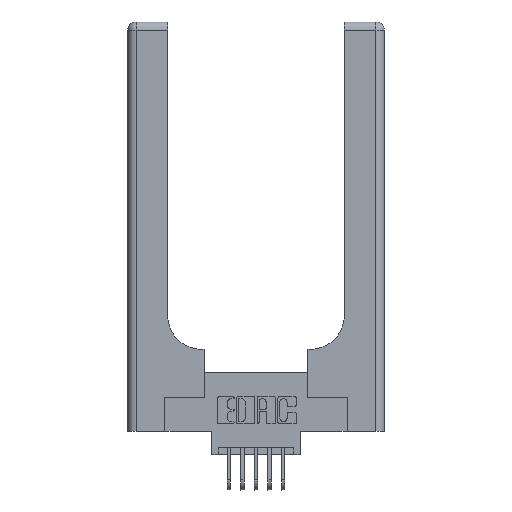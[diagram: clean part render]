
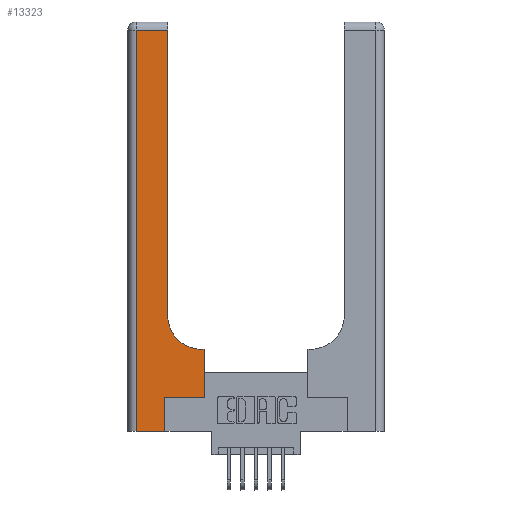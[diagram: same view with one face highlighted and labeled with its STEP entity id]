
A CAD part, top view. The second image highlights one B-rep face of the part: STEP entity #13323.
In plain terms, the highlighted planar face has unit normal (0, 0, 1).
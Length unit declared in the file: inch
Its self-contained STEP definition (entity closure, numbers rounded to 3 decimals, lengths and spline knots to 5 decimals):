
#237 = ORIENTED_EDGE ( 'NONE', *, *, #13392, .T. ) ;
#490 = DIRECTION ( 'NONE',  ( 1., 0., 0. ) ) ;
#497 = LINE ( 'NONE', #10494, #9962 ) ;
#1091 = DIRECTION ( 'NONE',  ( -1., 0., 0. ) ) ;
#1247 = AXIS2_PLACEMENT_3D ( 'NONE', #5037, #13353, #6254 ) ;
#1507 = CIRCLE ( 'NONE', #1247, 0.25 ) ;
#1566 = FACE_OUTER_BOUND ( 'NONE', #2653, .T. ) ;
#1721 = VECTOR ( 'NONE', #9389, 39.37008 ) ;
#1786 = PLANE ( 'NONE',  #8316 ) ;
#2106 = CARTESIAN_POINT ( 'NONE',  ( 0.2915, 0.6, 0.37 ) ) ;
#2370 = VERTEX_POINT ( 'NONE', #10198 ) ;
#2653 = EDGE_LOOP ( 'NONE', ( #15879, #4623, #12196, #10112, #4263, #10262, #237, #7362, #6064 ) ) ;
#3377 = CARTESIAN_POINT ( 'NONE',  ( 0.06, 3., 0.37 ) ) ;
#3492 = LINE ( 'NONE', #12036, #15840 ) ;
#4074 = LINE ( 'NONE', #8817, #13231 ) ;
#4263 = ORIENTED_EDGE ( 'NONE', *, *, #4972, .T. ) ;
#4266 = EDGE_CURVE ( 'NONE', #6648, #8951, #9427, .T. ) ;
#4468 = VERTEX_POINT ( 'NONE', #11972 ) ;
#4623 = ORIENTED_EDGE ( 'NONE', *, *, #9475, .T. ) ;
#4948 = VECTOR ( 'NONE', #7137, 39.37008 ) ;
#4972 = EDGE_CURVE ( 'NONE', #8951, #14639, #497, .T. ) ;
#5037 = CARTESIAN_POINT ( 'NONE',  ( 0.5415, 0.85, 0.37 ) ) ;
#5174 = CARTESIAN_POINT ( 'NONE',  ( 0.269, 0.25, 0.37 ) ) ;
#5696 = CARTESIAN_POINT ( 'NONE',  ( 0.5585, 0.25, 0.37 ) ) ;
#6064 = ORIENTED_EDGE ( 'NONE', *, *, #7041, .T. ) ;
#6254 = DIRECTION ( 'NONE',  ( 1., 0., 0. ) ) ;
#6311 = VECTOR ( 'NONE', #490, 39.37008 ) ;
#6648 = VERTEX_POINT ( 'NONE', #10286 ) ;
#6779 = CARTESIAN_POINT ( 'NONE',  ( 0., 3., 0.37 ) ) ;
#6809 = EDGE_CURVE ( 'NONE', #7051, #8078, #11032, .T. ) ;
#6881 = DIRECTION ( 'NONE',  ( 0., 1., 0. ) ) ;
#7040 = LINE ( 'NONE', #3377, #12633 ) ;
#7041 = EDGE_CURVE ( 'NONE', #8078, #11231, #1507, .T. ) ;
#7051 = VERTEX_POINT ( 'NONE', #10951 ) ;
#7073 = CARTESIAN_POINT ( 'NONE',  ( 0.2915, 0.85, 0.37 ) ) ;
#7137 = DIRECTION ( 'NONE',  ( 1., 0., 0. ) ) ;
#7356 = LINE ( 'NONE', #5696, #13318 ) ;
#7362 = ORIENTED_EDGE ( 'NONE', *, *, #6809, .T. ) ;
#7944 = DIRECTION ( 'NONE',  ( -1., 0., 0. ) ) ;
#8078 = VERTEX_POINT ( 'NONE', #14029 ) ;
#8316 = AXIS2_PLACEMENT_3D ( 'NONE', #6779, #15102, #7944 ) ;
#8456 = EDGE_CURVE ( 'NONE', #11231, #14235, #4074, .T. ) ;
#8817 = CARTESIAN_POINT ( 'NONE',  ( 0.2915, 3., 0.37 ) ) ;
#8951 = VERTEX_POINT ( 'NONE', #11160 ) ;
#9108 = CARTESIAN_POINT ( 'NONE',  ( 0., 0., 0.37 ) ) ;
#9389 = DIRECTION ( 'NONE',  ( -1., 0., 0. ) ) ;
#9427 = LINE ( 'NONE', #9108, #6311 ) ;
#9475 = EDGE_CURVE ( 'NONE', #14235, #2370, #3492, .T. ) ;
#9962 = VECTOR ( 'NONE', #11702, 39.37008 ) ;
#10112 = ORIENTED_EDGE ( 'NONE', *, *, #4266, .T. ) ;
#10198 = CARTESIAN_POINT ( 'NONE',  ( 0.06, 2.94, 0.37 ) ) ;
#10199 = CARTESIAN_POINT ( 'NONE',  ( 0.2915, 2.94, 0.37 ) ) ;
#10262 = ORIENTED_EDGE ( 'NONE', *, *, #12541, .T. ) ;
#10286 = CARTESIAN_POINT ( 'NONE',  ( 0.06, 0., 0.37 ) ) ;
#10494 = CARTESIAN_POINT ( 'NONE',  ( 0.269, 0., 0.37 ) ) ;
#10540 = DIRECTION ( 'NONE',  ( 0., -1., 0. ) ) ;
#10951 = CARTESIAN_POINT ( 'NONE',  ( 0.5585, 0.6, 0.37 ) ) ;
#11032 = LINE ( 'NONE', #2106, #1721 ) ;
#11160 = CARTESIAN_POINT ( 'NONE',  ( 0.269, 0., 0.37 ) ) ;
#11196 = EDGE_CURVE ( 'NONE', #2370, #6648, #7040, .T. ) ;
#11229 = DIRECTION ( 'NONE',  ( 0., 1., 0. ) ) ;
#11231 = VERTEX_POINT ( 'NONE', #7073 ) ;
#11260 = LINE ( 'NONE', #14267, #4948 ) ;
#11702 = DIRECTION ( 'NONE',  ( 0., 1., 0. ) ) ;
#11972 = CARTESIAN_POINT ( 'NONE',  ( 0.5585, 0.25, 0.37 ) ) ;
#12036 = CARTESIAN_POINT ( 'NONE',  ( 0., 2.94, 0.37 ) ) ;
#12196 = ORIENTED_EDGE ( 'NONE', *, *, #11196, .T. ) ;
#12541 = EDGE_CURVE ( 'NONE', #14639, #4468, #11260, .T. ) ;
#12633 = VECTOR ( 'NONE', #10540, 39.37008 ) ;
#13231 = VECTOR ( 'NONE', #11229, 39.37008 ) ;
#13318 = VECTOR ( 'NONE', #6881, 39.37008 ) ;
#13323 = ADVANCED_FACE ( 'NONE', ( #1566 ), #1786, .F. ) ;
#13353 = DIRECTION ( 'NONE',  ( 0., 0., -1. ) ) ;
#13392 = EDGE_CURVE ( 'NONE', #4468, #7051, #7356, .T. ) ;
#14029 = CARTESIAN_POINT ( 'NONE',  ( 0.5415, 0.6, 0.37 ) ) ;
#14235 = VERTEX_POINT ( 'NONE', #10199 ) ;
#14267 = CARTESIAN_POINT ( 'NONE',  ( 0.269, 0.25, 0.37 ) ) ;
#14639 = VERTEX_POINT ( 'NONE', #5174 ) ;
#15102 = DIRECTION ( 'NONE',  ( 0., 0., -1. ) ) ;
#15840 = VECTOR ( 'NONE', #1091, 39.37008 ) ;
#15879 = ORIENTED_EDGE ( 'NONE', *, *, #8456, .T. ) ;
